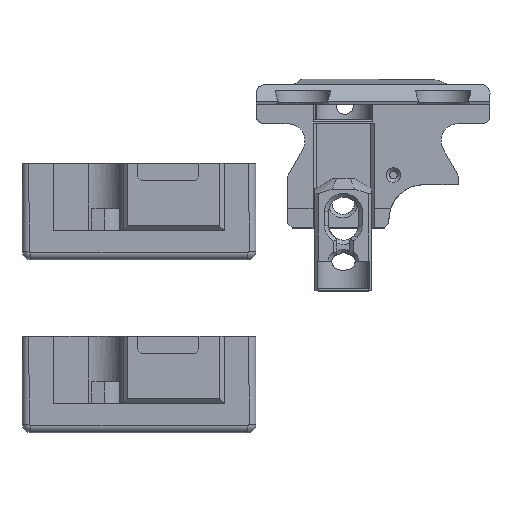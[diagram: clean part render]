
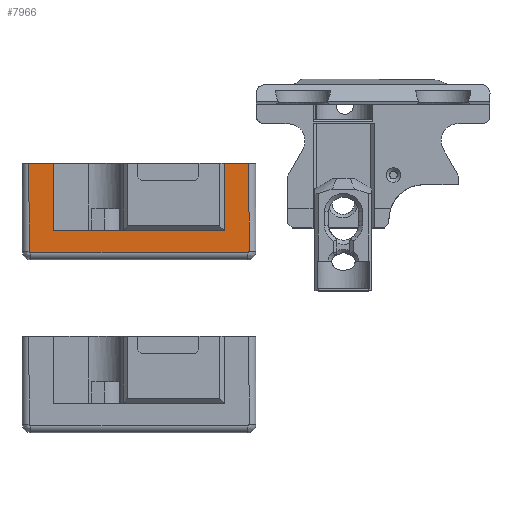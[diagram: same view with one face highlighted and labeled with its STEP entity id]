
A CAD part, top view. The second image highlights one B-rep face of the part: STEP entity #7966.
In plain terms, the highlighted planar face has unit normal (0, 0, 1).
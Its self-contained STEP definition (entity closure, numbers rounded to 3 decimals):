
#438=CIRCLE('',#8514,0.2);
#442=CIRCLE('',#8519,0.2);
#790=FACE_OUTER_BOUND('',#1244,.T.);
#1244=EDGE_LOOP('',(#6170,#6171,#6172,#6173,#6174,#6175,#6176,#6177,#6178,
#6179));
#1806=LINE('',#13402,#2518);
#1812=LINE('',#13416,#2524);
#1836=LINE('',#13899,#2548);
#1845=LINE('',#18563,#2557);
#1846=LINE('',#18565,#2558);
#1848=LINE('',#18570,#2560);
#1851=LINE('',#18593,#2563);
#1853=LINE('',#18610,#2565);
#2518=VECTOR('',#9664,10.);
#2524=VECTOR('',#9674,10.);
#2548=VECTOR('',#9752,10.);
#2557=VECTOR('',#9767,10.);
#2558=VECTOR('',#9770,10.);
#2560=VECTOR('',#9776,10.);
#2563=VECTOR('',#9791,10.);
#2565=VECTOR('',#9801,10.);
#3421=VERTEX_POINT('',#13399);
#3422=VERTEX_POINT('',#13401);
#3427=VERTEX_POINT('',#13413);
#3428=VERTEX_POINT('',#13415);
#3468=VERTEX_POINT('',#13896);
#3469=VERTEX_POINT('',#13898);
#3470=VERTEX_POINT('',#18569);
#3472=VERTEX_POINT('',#18583);
#3474=VERTEX_POINT('',#18589);
#3476=VERTEX_POINT('',#18603);
#4364=EDGE_CURVE('',#3421,#3422,#1806,.T.);
#4372=EDGE_CURVE('',#3427,#3428,#1812,.T.);
#4425=EDGE_CURVE('',#3468,#3469,#1836,.T.);
#4435=EDGE_CURVE('',#3428,#3468,#1845,.T.);
#4436=EDGE_CURVE('',#3469,#3421,#1846,.T.);
#4438=EDGE_CURVE('',#3422,#3470,#1848,.T.);
#4443=EDGE_CURVE('',#3470,#3472,#438,.T.);
#4446=EDGE_CURVE('',#3472,#3474,#1851,.T.);
#4449=EDGE_CURVE('',#3474,#3476,#442,.T.);
#4451=EDGE_CURVE('',#3476,#3427,#1853,.T.);
#6170=ORIENTED_EDGE('',*,*,#4451,.F.);
#6171=ORIENTED_EDGE('',*,*,#4449,.F.);
#6172=ORIENTED_EDGE('',*,*,#4446,.F.);
#6173=ORIENTED_EDGE('',*,*,#4443,.F.);
#6174=ORIENTED_EDGE('',*,*,#4438,.F.);
#6175=ORIENTED_EDGE('',*,*,#4364,.F.);
#6176=ORIENTED_EDGE('',*,*,#4436,.F.);
#6177=ORIENTED_EDGE('',*,*,#4425,.F.);
#6178=ORIENTED_EDGE('',*,*,#4435,.F.);
#6179=ORIENTED_EDGE('',*,*,#4372,.F.);
#7658=PLANE('',#8521);
#7966=ADVANCED_FACE('',(#790),#7658,.T.);
#8514=AXIS2_PLACEMENT_3D('',#18587,#9784,#9785);
#8519=AXIS2_PLACEMENT_3D('',#18607,#9796,#9797);
#8521=AXIS2_PLACEMENT_3D('',#18611,#9802,#9803);
#9664=DIRECTION('',(1.,0.,0.));
#9674=DIRECTION('',(1.,0.,0.));
#9752=DIRECTION('',(1.,0.,0.));
#9767=DIRECTION('',(0.,-1.,0.));
#9770=DIRECTION('',(0.,1.,0.));
#9776=DIRECTION('',(0.002,-1.,0.));
#9784=DIRECTION('center_axis',(0.,0.,
-1.));
#9785=DIRECTION('ref_axis',(0.707,-0.707,0.));
#9791=DIRECTION('',(-1.,0.,0.));
#9796=DIRECTION('center_axis',(0.,0.,
-1.));
#9797=DIRECTION('ref_axis',(-0.707,-0.707,0.));
#9801=DIRECTION('',(-0.002,1.,0.));
#9802=DIRECTION('center_axis',(0.,0.,
1.));
#9803=DIRECTION('ref_axis',(1.,0.,0.));
#13399=CARTESIAN_POINT('',(55.155,4.107,-7.35));
#13401=CARTESIAN_POINT('',(58.008,4.107,-7.35));
#13402=CARTESIAN_POINT('',(45.218,4.107,-7.35));
#13413=CARTESIAN_POINT('',(32.574,4.107,-7.35));
#13415=CARTESIAN_POINT('',(35.426,4.107,-7.35));
#13416=CARTESIAN_POINT('',(45.218,4.107,-7.35));
#13896=CARTESIAN_POINT('',(35.426,-3.618,-7.35));
#13898=CARTESIAN_POINT('',(55.155,-3.618,-7.35));
#13899=CARTESIAN_POINT('',(40.364,-3.618,-7.35));
#18563=CARTESIAN_POINT('',(35.426,1.326,-7.35));
#18565=CARTESIAN_POINT('',(55.155,-2.537,-7.35));
#18569=CARTESIAN_POINT('',(58.029,-6.02,-7.35));
#18570=CARTESIAN_POINT('',(58.024,-3.724,-7.35));
#18583=CARTESIAN_POINT('',(57.829,-6.218,-7.35));
#18587=CARTESIAN_POINT('Origin',(57.829,-6.018,-7.35));
#18589=CARTESIAN_POINT('',(32.795,-6.218,-7.35));
#18593=CARTESIAN_POINT('',(39.048,-6.218,-7.35));
#18603=CARTESIAN_POINT('',(32.595,-6.018,-7.35));
#18607=CARTESIAN_POINT('Origin',(32.795,-6.018,-7.35));
#18610=CARTESIAN_POINT('',(32.58,1.313,-7.35));
#18611=CARTESIAN_POINT('Origin',(45.301,-1.455,-7.35));
